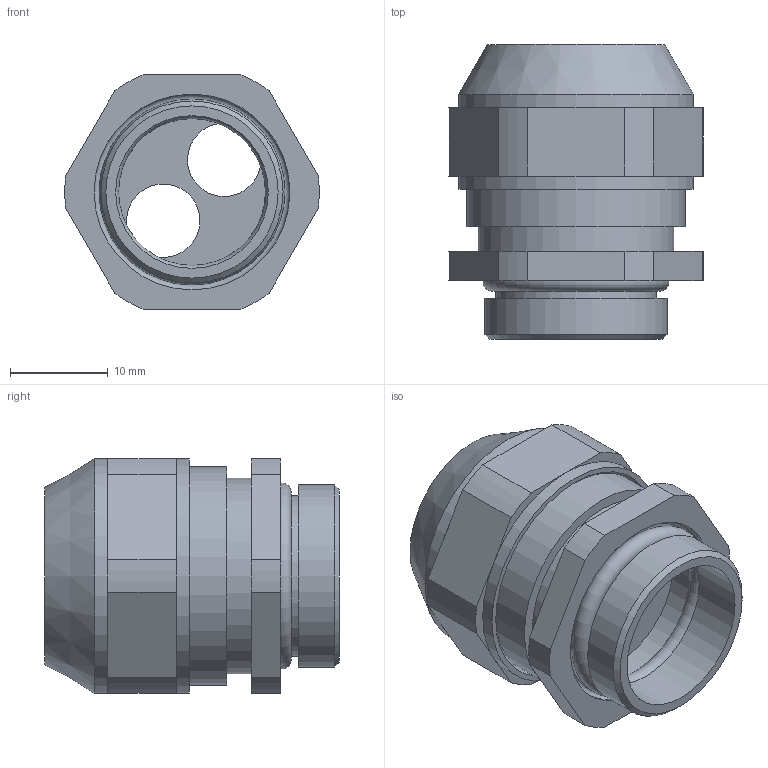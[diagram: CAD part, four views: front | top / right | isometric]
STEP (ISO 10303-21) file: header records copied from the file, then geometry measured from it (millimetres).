
FILE_DESCRIPTION(/* description */ (''),/* implementation_level */ '2;1');
FILE_NAME(/* name */ '3D_1021000031502-WNAM_A-PG11(2_D5.5-7.5)_V1.0.stp',/* time_stamp */ '2024-03-18T15:52:54+08:00',/* author */ (''),/* organization */ (''),/* preprocessor_version */ 'ST-DEVELOPER v18.1',/* originating_system */ 'SIEMENS PLM Software NX 1980',/* authorisation */ '');
FILE_SCHEMA (('AUTOMOTIVE_DESIGN { 1 0 10303 214 3 1 1 1 }'));
Length unit declared in the file: millimetre
Products named in the file (1): _model1
Bounding box: 25.98 x 30.12 x 24 mm (x, y, z)
Volume: 7243.5 mm3; surface area: 6397.4 mm2
Topology: 1 solids, 2 shells, 656 faces, 1872 edges, 1245 vertices
Faces by surface type: cylinder 330, plane 311, extrusion 6, torus 5, cone 4
Full cylindrical faces by diameter (mm): 7.5 x2, 15.6 x2, 16.4 x1, 18.6 x1, 18.9 x1, 20 x2, 20.3 x1, 20.917 x1, 22.3 x1, 24 x2
Entity records: 22818 total; most frequent: CARTESIAN_POINT 6498, ORIENTED_EDGE 3668, DIRECTION 3068, EDGE_CURVE 1834, VERTEX_POINT 1231, AXIS2_PLACEMENT_3D 1153, VECTOR 762, LINE 756
